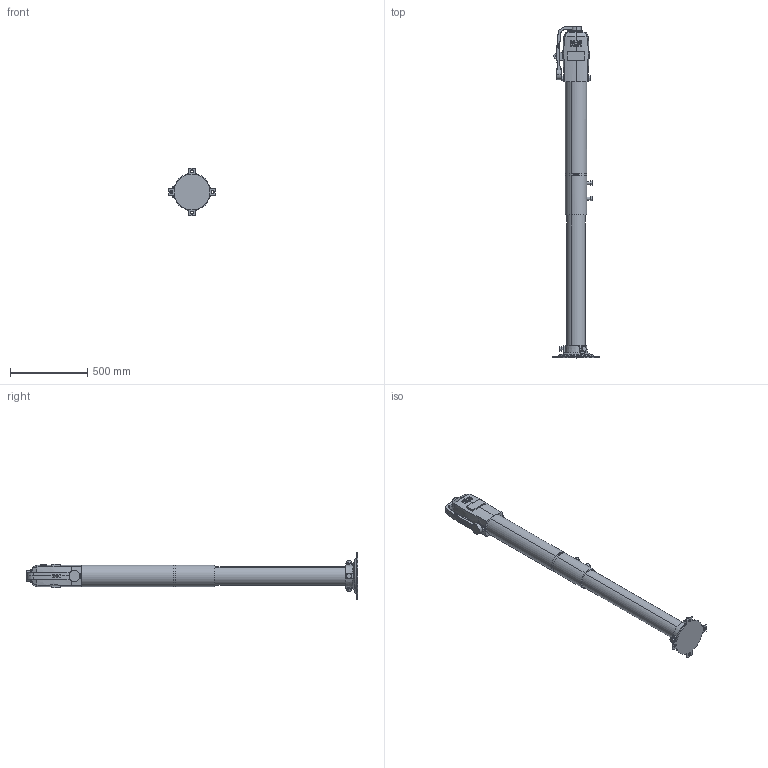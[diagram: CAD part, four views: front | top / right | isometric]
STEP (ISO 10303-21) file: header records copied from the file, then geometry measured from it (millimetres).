
FILE_DESCRIPTION (( 'STEP AP203' ), '1' );
FILE_NAME ('O_34_00_DN100_01_AA1_step.step', '2015-09-08T07:03:42', ( 'Windows User' ), ( 'AVK' ), 'SwSTEP 2.0', 'SolidWorks 2012', '' );
FILE_SCHEMA (( 'CONFIG_CONTROL_DESIGN' ));
Length unit declared in the file: millimetre
Products named in the file (1): O_34_00_DN100_01_AA1_step
Bounding box: 304.34 x 2149.59 x 304.57 mm (x, y, z)
Volume: 32477928.5 mm3; surface area: 1125346.4 mm2
Topology: 1 solids, 1 shells, 528 faces, 1415 edges, 926 vertices
Faces by surface type: plane 229, cylinder 180, cone 69, bspline 40, torus 10
Entity records: 25599 total; most frequent: CARTESIAN_POINT 12903, ORIENTED_EDGE 2830, DIRECTION 2393, EDGE_CURVE 1415, VERTEX_POINT 926, AXIS2_PLACEMENT_3D 915, EDGE_LOOP 579, LINE 563
